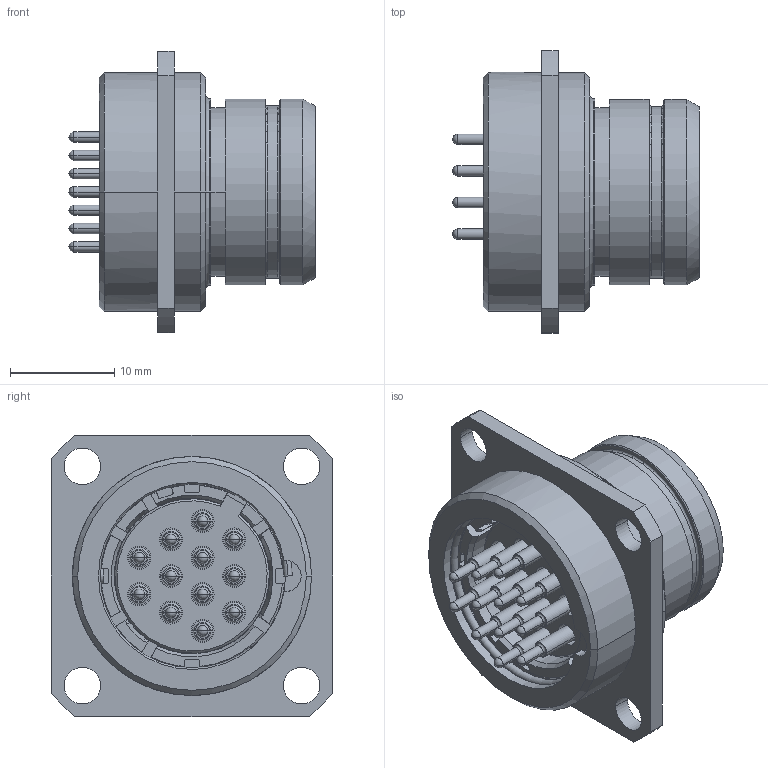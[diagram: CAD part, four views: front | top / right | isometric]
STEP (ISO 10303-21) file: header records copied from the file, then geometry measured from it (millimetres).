
FILE_DESCRIPTION((''),'2;1');
FILE_NAME('1332E212FY','2024-07-26T09:14:52',('paultorloting'),('NET AG system integration'),'CREO PARAMETRIC BY PTC INC, 2021404','CREO PARAMETRIC BY PTC INC, 2021404','');
FILE_SCHEMA(('AUTOMOTIVE_DESIGN { 1 0 10303 214 1 1 1 1 }'));
Length unit declared in the file: millimetre
Products named in the file (1): 1332E212FY
Bounding box: 23.6 x 27 x 27 mm (x, y, z)
Volume: 5663.2 mm3; surface area: 6703.9 mm2
Topology: 1 solids, 1 shells, 1168 faces, 3026 edges, 1942 vertices
Faces by surface type: plane 632, cylinder 296, torus 126, cone 90, sphere 24
Entity records: 44250 total; most frequent: CARTESIAN_POINT 6857, DIRECTION 6288, ORIENTED_EDGE 5956, EDGE_CURVE 2978, AXIS2_PLACEMENT_3D 2279, VERTEX_POINT 1942, VECTOR 1727, LINE 1727
